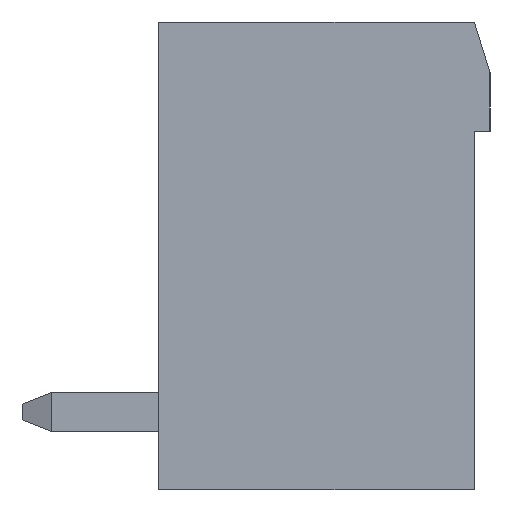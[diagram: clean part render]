
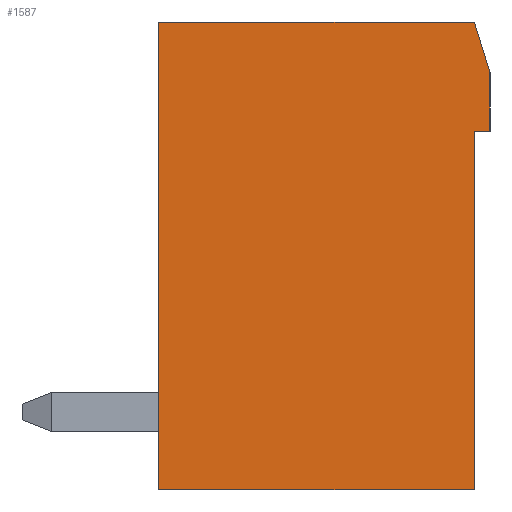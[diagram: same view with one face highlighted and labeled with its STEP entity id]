
A CAD part, left-side view. The second image highlights one B-rep face of the part: STEP entity #1587.
In plain terms, the highlighted planar face has unit normal (-1, 0, 0).
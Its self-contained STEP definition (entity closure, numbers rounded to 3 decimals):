
#1587 = ADVANCED_FACE( '', ( #3386 ), #3387, .T. );
#3386 = FACE_OUTER_BOUND( '', #5459, .T. );
#3387 = PLANE( '', #5460 );
#5459 = EDGE_LOOP( '', ( #10004, #10005, #10006, #10007, #10008, #10009, #10010 ) );
#5460 = AXIS2_PLACEMENT_3D( '', #10011, #10012, #10013 );
#10004 = ORIENTED_EDGE( '', *, *, #14706, .T. );
#10005 = ORIENTED_EDGE( '', *, *, #14407, .T. );
#10006 = ORIENTED_EDGE( '', *, *, #12923, .T. );
#10007 = ORIENTED_EDGE( '', *, *, #14591, .T. );
#10008 = ORIENTED_EDGE( '', *, *, #14707, .T. );
#10009 = ORIENTED_EDGE( '', *, *, #14708, .T. );
#10010 = ORIENTED_EDGE( '', *, *, #14709, .T. );
#10011 = CARTESIAN_POINT( '', ( -49.26, 0., 0. ) );
#10012 = DIRECTION( '', ( -1., 0., 0. ) );
#10013 = DIRECTION( '', ( 0., 0., 1. ) );
#12923 = EDGE_CURVE( '', #15543, #15544, #15545, .T. );
#14407 = EDGE_CURVE( '', #17983, #15543, #17984, .T. );
#14591 = EDGE_CURVE( '', #15544, #18236, #18238, .T. );
#14706 = EDGE_CURVE( '', #18387, #17983, #18388, .T. );
#14707 = EDGE_CURVE( '', #18236, #18389, #18390, .T. );
#14708 = EDGE_CURVE( '', #18389, #18391, #18392, .T. );
#14709 = EDGE_CURVE( '', #18391, #18387, #18393, .T. );
#15543 = VERTEX_POINT( '', #19406 );
#15544 = VERTEX_POINT( '', #19407 );
#15545 = LINE( '', #19408, #19409 );
#17983 = VERTEX_POINT( '', #23002 );
#17984 = LINE( '', #23003, #23004 );
#18236 = VERTEX_POINT( '', #23370 );
#18238 = LINE( '', #23373, #23374 );
#18387 = VERTEX_POINT( '', #23596 );
#18388 = LINE( '', #23597, #23598 );
#18389 = VERTEX_POINT( '', #23599 );
#18390 = LINE( '', #23600, #23601 );
#18391 = VERTEX_POINT( '', #23602 );
#18392 = LINE( '', #23603, #23604 );
#18393 = LINE( '', #23605, #23606 );
#19406 = CARTESIAN_POINT( '', ( -49.26, 4.05, 6. ) );
#19407 = CARTESIAN_POINT( '', ( -49.26, 4.05, -6. ) );
#19408 = CARTESIAN_POINT( '', ( -49.26, 4.05, 6. ) );
#19409 = VECTOR( '', #24739, 1000. );
#23002 = CARTESIAN_POINT( '', ( -49.26, -4.05, 6. ) );
#23003 = CARTESIAN_POINT( '', ( -49.26, -4.05, 6. ) );
#23004 = VECTOR( '', #26147, 1000. );
#23370 = CARTESIAN_POINT( '', ( -49.26, -4.05, -6. ) );
#23373 = CARTESIAN_POINT( '', ( -49.26, 4.05, -6. ) );
#23374 = VECTOR( '', #26314, 1000. );
#23596 = CARTESIAN_POINT( '', ( -49.26, -4.45, 4.7 ) );
#23597 = CARTESIAN_POINT( '', ( -49.26, -4.45, 4.7 ) );
#23598 = VECTOR( '', #26394, 1000. );
#23599 = CARTESIAN_POINT( '', ( -49.26, -4.05, 3.2 ) );
#23600 = CARTESIAN_POINT( '', ( -49.26, -4.05, -6. ) );
#23601 = VECTOR( '', #26395, 1000. );
#23602 = CARTESIAN_POINT( '', ( -49.26, -4.45, 3.2 ) );
#23603 = CARTESIAN_POINT( '', ( -49.26, -4.05, 3.2 ) );
#23604 = VECTOR( '', #26396, 1000. );
#23605 = CARTESIAN_POINT( '', ( -49.26, -4.45, 3.2 ) );
#23606 = VECTOR( '', #26397, 1000. );
#24739 = DIRECTION( '', ( 0., 0., -1. ) );
#26147 = DIRECTION( '', ( 0., 1., 0. ) );
#26314 = DIRECTION( '', ( 0., -1., 0. ) );
#26394 = DIRECTION( '', ( 0., 0.294, 0.956 ) );
#26395 = DIRECTION( '', ( 0., 0., 1. ) );
#26396 = DIRECTION( '', ( 0., -1., 0. ) );
#26397 = DIRECTION( '', ( 0., 0., 1. ) );
